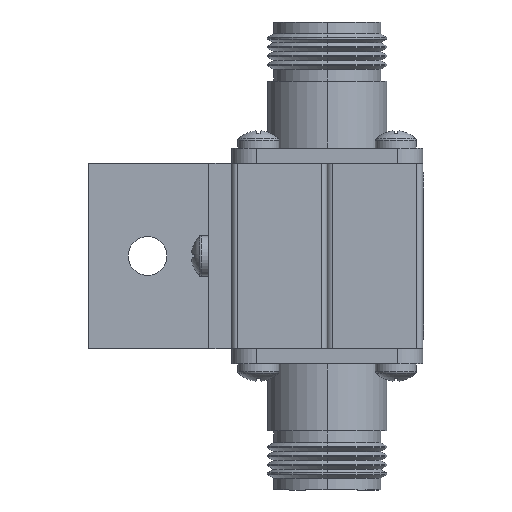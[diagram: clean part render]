
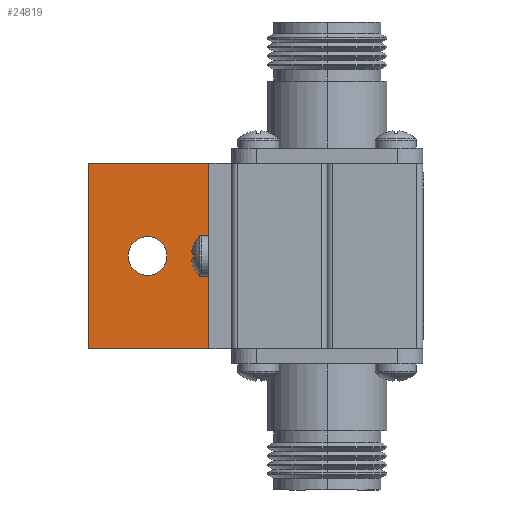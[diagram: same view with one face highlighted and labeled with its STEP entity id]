
A CAD part, left-side view. The second image highlights one B-rep face of the part: STEP entity #24819.
In plain terms, the highlighted face is planar.
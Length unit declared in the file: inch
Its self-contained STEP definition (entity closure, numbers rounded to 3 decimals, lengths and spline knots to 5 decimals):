
#465 = EDGE_CURVE ( 'NONE', #14014, #6354, #22258, .T. ) ;
#1535 = VERTEX_POINT ( 'NONE', #13993 ) ;
#1568 = LINE ( 'NONE', #5138, #22895 ) ;
#1733 = DIRECTION ( 'NONE',  ( 0., 0., -1. ) ) ;
#1744 = CARTESIAN_POINT ( 'NONE',  ( 0.44, 0.12, 0. ) ) ;
#1930 = EDGE_CURVE ( 'NONE', #3694, #22204, #6459, .T. ) ;
#2682 = EDGE_LOOP ( 'NONE', ( #9505, #3577 ) ) ;
#3577 = ORIENTED_EDGE ( 'NONE', *, *, #465, .F. ) ;
#3636 = ORIENTED_EDGE ( 'NONE', *, *, #7302, .F. ) ;
#3694 = VERTEX_POINT ( 'NONE', #7138 ) ;
#4554 = VECTOR ( 'NONE', #18274, 39.37008 ) ;
#4663 = EDGE_LOOP ( 'NONE', ( #10383, #3636, #20919, #16652 ) ) ;
#5138 = CARTESIAN_POINT ( 'NONE',  ( 0., 0.12, -0.485 ) ) ;
#6354 = VERTEX_POINT ( 'NONE', #21781 ) ;
#6459 = LINE ( 'NONE', #16238, #4554 ) ;
#6589 = VECTOR ( 'NONE', #1733, 39.37008 ) ;
#6736 = CARTESIAN_POINT ( 'NONE',  ( 0.75, 0.12, 0.485 ) ) ;
#7138 = CARTESIAN_POINT ( 'NONE',  ( 0.12, 0.12, 0.485 ) ) ;
#7302 = EDGE_CURVE ( 'NONE', #3694, #1535, #8056, .T. ) ;
#8056 = LINE ( 'NONE', #17175, #11497 ) ;
#8998 = CARTESIAN_POINT ( 'NONE',  ( 0.44, 0.12, 0. ) ) ;
#9423 = EDGE_CURVE ( 'NONE', #1535, #25320, #1568, .T. ) ;
#9505 = ORIENTED_EDGE ( 'NONE', *, *, #20746, .F. ) ;
#10057 = DIRECTION ( 'NONE',  ( 0., 1., 0. ) ) ;
#10383 = ORIENTED_EDGE ( 'NONE', *, *, #9423, .F. ) ;
#10958 = FACE_BOUND ( 'NONE', #2682, .T. ) ;
#11497 = VECTOR ( 'NONE', #16813, 39.37008 ) ;
#13052 = DIRECTION ( 'NONE',  ( 0., 1., 0. ) ) ;
#13993 = CARTESIAN_POINT ( 'NONE',  ( 0.12, 0.12, -0.485 ) ) ;
#14014 = VERTEX_POINT ( 'NONE', #25940 ) ;
#14184 = AXIS2_PLACEMENT_3D ( 'NONE', #22062, #10057, #21073 ) ;
#15046 = DIRECTION ( 'NONE',  ( 0., 0., 1. ) ) ;
#15736 = DIRECTION ( 'NONE',  ( 0., 1., 0. ) ) ;
#16238 = CARTESIAN_POINT ( 'NONE',  ( 0., 0.12, 0.485 ) ) ;
#16652 = ORIENTED_EDGE ( 'NONE', *, *, #24567, .T. ) ;
#16813 = DIRECTION ( 'NONE',  ( 0., 0., -1. ) ) ;
#16847 = AXIS2_PLACEMENT_3D ( 'NONE', #1744, #15736, #17679 ) ;
#17175 = CARTESIAN_POINT ( 'NONE',  ( 0.12, 0.12, 0.485 ) ) ;
#17679 = DIRECTION ( 'NONE',  ( 0., 0., 1. ) ) ;
#17771 = CARTESIAN_POINT ( 'NONE',  ( 0.75, 0.12, 0.485 ) ) ;
#17903 = CIRCLE ( 'NONE', #16847, 0.1015 ) ;
#18274 = DIRECTION ( 'NONE',  ( 1., 0., 0. ) ) ;
#19171 = DIRECTION ( 'NONE',  ( 1., 0., 0. ) ) ;
#19508 = CARTESIAN_POINT ( 'NONE',  ( 0.75, 0.12, -0.485 ) ) ;
#20078 = PLANE ( 'NONE',  #14184 ) ;
#20703 = LINE ( 'NONE', #17771, #6589 ) ;
#20746 = EDGE_CURVE ( 'NONE', #6354, #14014, #17903, .T. ) ;
#20919 = ORIENTED_EDGE ( 'NONE', *, *, #1930, .T. ) ;
#21073 = DIRECTION ( 'NONE',  ( 0., 0., 1. ) ) ;
#21295 = FACE_OUTER_BOUND ( 'NONE', #4663, .T. ) ;
#21781 = CARTESIAN_POINT ( 'NONE',  ( 0.44, 0.12, 0.1015 ) ) ;
#22062 = CARTESIAN_POINT ( 'NONE',  ( 0., 0.12, 0.485 ) ) ;
#22204 = VERTEX_POINT ( 'NONE', #6736 ) ;
#22258 = CIRCLE ( 'NONE', #23052, 0.1015 ) ;
#22895 = VECTOR ( 'NONE', #19171, 39.37008 ) ;
#23052 = AXIS2_PLACEMENT_3D ( 'NONE', #8998, #13052, #15046 ) ;
#24567 = EDGE_CURVE ( 'NONE', #22204, #25320, #20703, .T. ) ;
#24819 = ADVANCED_FACE ( 'NONE', ( #10958, #21295 ), #20078, .T. ) ;
#25320 = VERTEX_POINT ( 'NONE', #19508 ) ;
#25940 = CARTESIAN_POINT ( 'NONE',  ( 0.44, 0.12, -0.1015 ) ) ;
